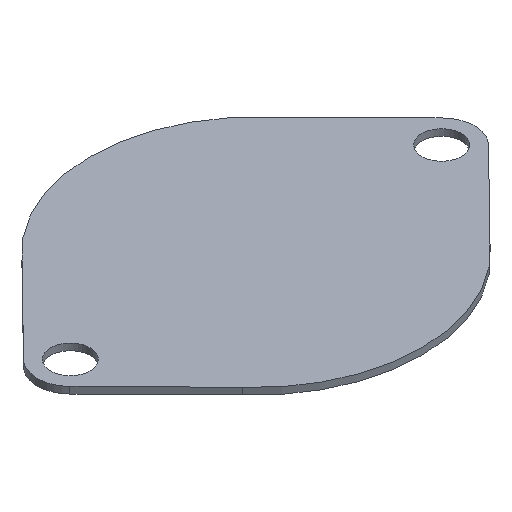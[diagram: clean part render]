
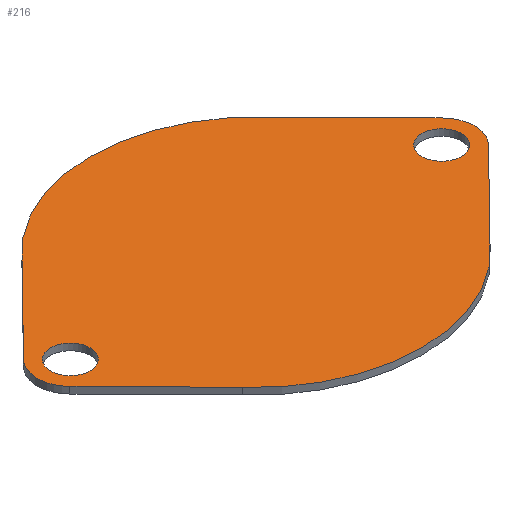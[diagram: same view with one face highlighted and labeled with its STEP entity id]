
A CAD part, isometric view. The second image highlights one B-rep face of the part: STEP entity #216.
In plain terms, the highlighted planar face has unit normal (0, 0, 1).
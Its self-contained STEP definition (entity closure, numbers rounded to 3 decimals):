
#13=CIRCLE('',#236,25.);
#15=CIRCLE('',#241,25.);
#16=CIRCLE('',#243,3.);
#18=CIRCLE('',#247,3.);
#20=CIRCLE('',#250,5.);
#21=CIRCLE('',#251,5.);
#58=ORIENTED_EDGE('',*,*,#95,.T.);
#59=ORIENTED_EDGE('',*,*,#110,.T.);
#60=ORIENTED_EDGE('',*,*,#96,.F.);
#61=ORIENTED_EDGE('',*,*,#102,.T.);
#62=ORIENTED_EDGE('',*,*,#107,.T.);
#63=ORIENTED_EDGE('',*,*,#111,.T.);
#64=ORIENTED_EDGE('',*,*,#86,.F.);
#65=ORIENTED_EDGE('',*,*,#92,.T.);
#66=ORIENTED_EDGE('',*,*,#103,.T.);
#67=ORIENTED_EDGE('',*,*,#108,.F.);
#86=EDGE_CURVE('',#114,#115,#134,.T.);
#92=EDGE_CURVE('',#114,#119,#13,.T.);
#95=EDGE_CURVE('',#119,#121,#141,.T.);
#96=EDGE_CURVE('',#122,#123,#142,.T.);
#102=EDGE_CURVE('',#122,#127,#15,.T.);
#103=EDGE_CURVE('',#128,#128,#16,.T.);
#107=EDGE_CURVE('',#127,#131,#149,.T.);
#108=EDGE_CURVE('',#132,#132,#18,.T.);
#110=EDGE_CURVE('',#121,#123,#20,.T.);
#111=EDGE_CURVE('',#131,#115,#21,.T.);
#114=VERTEX_POINT('',#326);
#115=VERTEX_POINT('',#327);
#119=VERTEX_POINT('',#337);
#121=VERTEX_POINT('',#343);
#122=VERTEX_POINT('',#347);
#123=VERTEX_POINT('',#348);
#127=VERTEX_POINT('',#358);
#128=VERTEX_POINT('',#362);
#131=VERTEX_POINT('',#369);
#132=VERTEX_POINT('',#373);
#134=LINE('',#325,#150);
#141=LINE('',#344,#157);
#142=LINE('',#346,#158);
#149=LINE('',#370,#165);
#150=VECTOR('',#261,1000.);
#157=VECTOR('',#276,1000.);
#158=VECTOR('',#279,1000.);
#165=VECTOR('',#300,1000.);
#176=EDGE_LOOP('',(#58,#59,#60,#61,#62,#63,#64,#65));
#177=EDGE_LOOP('',(#66));
#178=EDGE_LOOP('',(#67));
#194=FACE_BOUND('',#176,.T.);
#195=FACE_BOUND('',#177,.T.);
#196=FACE_BOUND('',#178,.T.);
#206=PLANE('',#249);
#216=ADVANCED_FACE('',(#194,#195,#196),#206,.T.);
#236=AXIS2_PLACEMENT_3D('',#338,#270,#271);
#241=AXIS2_PLACEMENT_3D('',#359,#288,#289);
#243=AXIS2_PLACEMENT_3D('',#361,#292,#293);
#247=AXIS2_PLACEMENT_3D('',#372,#303,#304);
#249=AXIS2_PLACEMENT_3D('',#376,#307,#308);
#250=AXIS2_PLACEMENT_3D('',#377,#309,#310);
#251=AXIS2_PLACEMENT_3D('',#378,#311,#312);
#261=DIRECTION('',(0.701,-0.713,0.));
#270=DIRECTION('',(0.,0.,1.));
#271=DIRECTION('',(1.,0.,0.));
#276=DIRECTION('',(-0.701,-0.713,0.));
#279=DIRECTION('',(-0.701,0.713,0.));
#288=DIRECTION('',(0.,0.,1.));
#289=DIRECTION('',(1.,0.,0.));
#292=DIRECTION('',(0.,0.,-1.));
#293=DIRECTION('',(1.,0.,0.));
#300=DIRECTION('',(0.701,0.713,0.));
#303=DIRECTION('',(0.,0.,1.));
#304=DIRECTION('',(1.,0.,0.));
#307=DIRECTION('',(0.,0.,1.));
#308=DIRECTION('',(1.,0.,0.));
#309=DIRECTION('',(0.,0.,1.));
#310=DIRECTION('',(1.,0.,0.));
#311=DIRECTION('',(0.,0.,1.));
#312=DIRECTION('',(1.,0.,0.));
#325=CARTESIAN_POINT('',(26.847,8.299,1.));
#326=CARTESIAN_POINT('',(18.695,16.598,1.));
#327=CARTESIAN_POINT('',(31.558,3.504,1.));
#337=CARTESIAN_POINT('',(-18.695,16.598,1.));
#338=CARTESIAN_POINT('',(0.,0.,1.));
#343=CARTESIAN_POINT('',(-31.558,3.504,1.));
#344=CARTESIAN_POINT('',(-26.847,8.299,1.));
#346=CARTESIAN_POINT('',(-26.847,-8.299,1.));
#347=CARTESIAN_POINT('',(-18.695,-16.598,1.));
#348=CARTESIAN_POINT('',(-31.558,-3.504,1.));
#358=CARTESIAN_POINT('',(18.695,-16.598,1.));
#359=CARTESIAN_POINT('',(0.,0.,1.));
#361=CARTESIAN_POINT('',(-28.,0.,1.));
#362=CARTESIAN_POINT('',(-25.,0.,1.));
#369=CARTESIAN_POINT('',(31.558,-3.504,1.));
#370=CARTESIAN_POINT('',(26.847,-8.299,1.));
#372=CARTESIAN_POINT('',(28.,0.,1.));
#373=CARTESIAN_POINT('',(31.,0.,1.));
#376=CARTESIAN_POINT('',(0.,0.,1.));
#377=CARTESIAN_POINT('',(-27.991,0.,1.));
#378=CARTESIAN_POINT('',(27.991,0.,1.));
